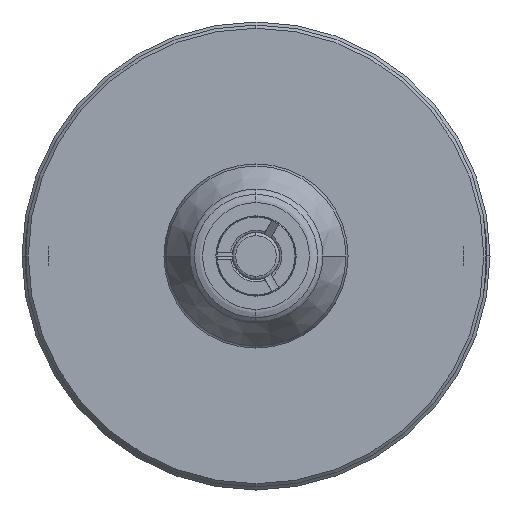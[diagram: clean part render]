
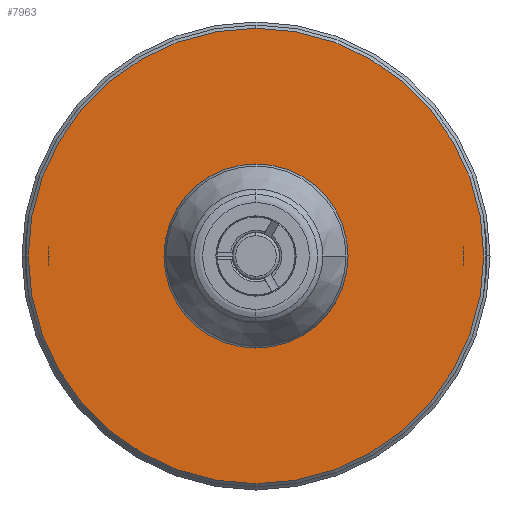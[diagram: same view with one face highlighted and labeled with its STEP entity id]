
A CAD part, left-side view. The second image highlights one B-rep face of the part: STEP entity #7963.
In plain terms, the highlighted planar face has unit normal (-1, 0, 0).
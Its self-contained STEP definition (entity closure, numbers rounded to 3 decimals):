
#78 = AXIS2_PLACEMENT_3D ( 'NONE', #7263, #8671, #254 ) ;
#248 = EDGE_CURVE ( 'NONE', #8675, #6279, #1037, .T. ) ;
#254 = DIRECTION ( 'NONE',  ( 0., 0., 1. ) ) ;
#470 = CARTESIAN_POINT ( 'NONE',  ( 11., 0., 14.6 ) ) ;
#786 = CARTESIAN_POINT ( 'NONE',  ( 11., 0., 5.1 ) ) ;
#788 = FACE_BOUND ( 'NONE', #5894, .T. ) ;
#834 = AXIS2_PLACEMENT_3D ( 'NONE', #2778, #9002, #7554 ) ;
#926 = CARTESIAN_POINT ( 'NONE',  ( 11., 0., 0. ) ) ;
#1005 = DIRECTION ( 'NONE',  ( 1., 0., 0. ) ) ;
#1037 = CIRCLE ( 'NONE', #834, 5.1 ) ;
#1656 = FACE_OUTER_BOUND ( 'NONE', #1929, .T. ) ;
#1711 = EDGE_CURVE ( 'NONE', #6279, #8675, #3837, .T. ) ;
#1928 = DIRECTION ( 'NONE',  ( 1., 0., 0. ) ) ;
#1929 = EDGE_LOOP ( 'NONE', ( #3367, #3507 ) ) ;
#2495 = CARTESIAN_POINT ( 'NONE',  ( 11., 0., -14.6 ) ) ;
#2587 = EDGE_CURVE ( 'NONE', #3160, #3695, #8571, .T. ) ;
#2655 = AXIS2_PLACEMENT_3D ( 'NONE', #926, #2999, #3756 ) ;
#2719 = ORIENTED_EDGE ( 'NONE', *, *, #248, .F. ) ;
#2778 = CARTESIAN_POINT ( 'NONE',  ( 11., 0., 0. ) ) ;
#2999 = DIRECTION ( 'NONE',  ( 1., 0., 0. ) ) ;
#3160 = VERTEX_POINT ( 'NONE', #2495 ) ;
#3362 = AXIS2_PLACEMENT_3D ( 'NONE', #7981, #1005, #6580 ) ;
#3367 = ORIENTED_EDGE ( 'NONE', *, *, #2587, .F. ) ;
#3507 = ORIENTED_EDGE ( 'NONE', *, *, #7234, .F. ) ;
#3695 = VERTEX_POINT ( 'NONE', #470 ) ;
#3756 = DIRECTION ( 'NONE',  ( 0., 0., -1. ) ) ;
#3837 = CIRCLE ( 'NONE', #78, 5.1 ) ;
#4679 = CARTESIAN_POINT ( 'NONE',  ( 11., 0., 0. ) ) ;
#4680 = CARTESIAN_POINT ( 'NONE',  ( 11., 0., -5.1 ) ) ;
#4726 = CIRCLE ( 'NONE', #2655, 14.6 ) ;
#5331 = AXIS2_PLACEMENT_3D ( 'NONE', #4679, #1928, #5422 ) ;
#5422 = DIRECTION ( 'NONE',  ( 0., 0., -1. ) ) ;
#5752 = ORIENTED_EDGE ( 'NONE', *, *, #1711, .F. ) ;
#5881 = PLANE ( 'NONE',  #3362 ) ;
#5894 = EDGE_LOOP ( 'NONE', ( #5752, #2719 ) ) ;
#6279 = VERTEX_POINT ( 'NONE', #786 ) ;
#6580 = DIRECTION ( 'NONE',  ( 0., 0., -1. ) ) ;
#7234 = EDGE_CURVE ( 'NONE', #3695, #3160, #4726, .T. ) ;
#7263 = CARTESIAN_POINT ( 'NONE',  ( 11., 0., 0. ) ) ;
#7554 = DIRECTION ( 'NONE',  ( 0., 0., 1. ) ) ;
#7963 = ADVANCED_FACE ( 'NONE', ( #1656, #788 ), #5881, .F. ) ;
#7981 = CARTESIAN_POINT ( 'NONE',  ( 11., 0., 0. ) ) ;
#8571 = CIRCLE ( 'NONE', #5331, 14.6 ) ;
#8671 = DIRECTION ( 'NONE',  ( -1., 0., 0. ) ) ;
#8675 = VERTEX_POINT ( 'NONE', #4680 ) ;
#9002 = DIRECTION ( 'NONE',  ( -1., 0., 0. ) ) ;
